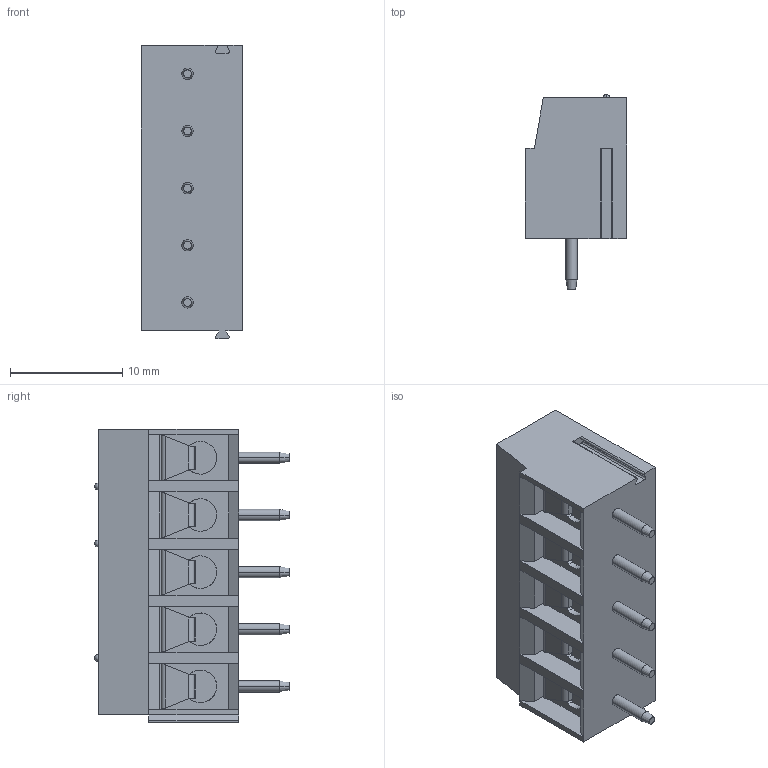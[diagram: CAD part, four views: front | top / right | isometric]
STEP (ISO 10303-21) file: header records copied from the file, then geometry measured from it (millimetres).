
FILE_DESCRIPTION((''),'2;1');
FILE_NAME('TL300R','2024-12-10T',('yanfa'),(''),'PRO/ENGINEER BY PARAMETRIC TECHNOLOGY CORPORATION, 2009280','PRO/ENGINEER BY PARAMETRIC TECHNOLOGY CORPORATION, 2009280','');
FILE_SCHEMA(('AUTOMOTIVE_DESIGN_CC2 { 1 2 10303 214 -1 1 5 2 }'));
Length unit declared in the file: millimetre
Products named in the file (1): TL300R
Bounding box: 9 x 17.3 x 26.09 mm (x, y, z)
Volume: 2312.9 mm3; surface area: 2011.9 mm2
Topology: 1 solids, 1 shells, 308 faces, 798 edges, 509 vertices
Faces by surface type: plane 166, cylinder 96, cone 30, torus 10, sphere 6
Entity records: 9504 total; most frequent: CARTESIAN_POINT 1929, ORIENTED_EDGE 1584, DIRECTION 1557, EDGE_CURVE 792, AXIS2_PLACEMENT_3D 542, VERTEX_POINT 509, VECTOR 473, LINE 473
